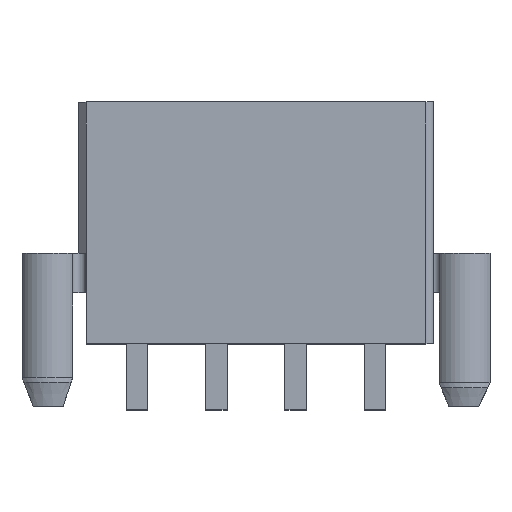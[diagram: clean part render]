
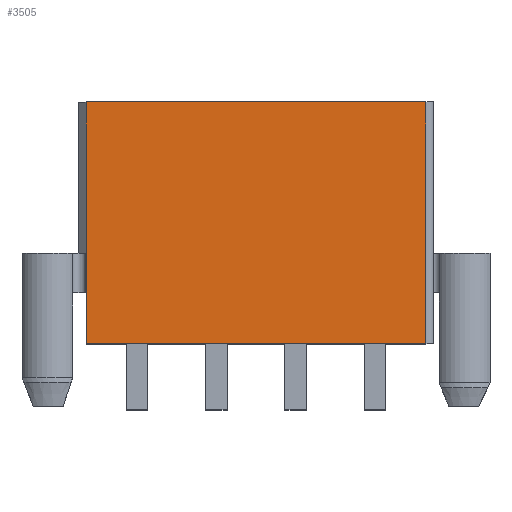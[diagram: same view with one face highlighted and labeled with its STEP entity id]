
A CAD part, top view. The second image highlights one B-rep face of the part: STEP entity #3505.
In plain terms, the highlighted planar face has unit normal (0, 0, 1).
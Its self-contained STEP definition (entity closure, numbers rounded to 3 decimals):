
#41=DIRECTION('',(0.,-1.,0.));
#42=VECTOR('',#41,12.8);
#43=CARTESIAN_POINT('',(-9.,12.8,4.8));
#44=LINE('',#43,#42);
#173=DIRECTION('',(1.,0.,0.));
#174=VECTOR('',#173,18.);
#175=CARTESIAN_POINT('',(-9.,0.,4.8));
#176=LINE('',#175,#174);
#655=DIRECTION('',(0.,-1.,0.));
#656=VECTOR('',#655,12.8);
#657=CARTESIAN_POINT('',(9.,12.8,4.8));
#658=LINE('',#657,#656);
#675=DIRECTION('',(1.,0.,0.));
#676=VECTOR('',#675,18.);
#677=CARTESIAN_POINT('',(-9.,12.8,4.8));
#678=LINE('',#677,#676);
#2147=CARTESIAN_POINT('',(-9.,12.8,4.8));
#2148=CARTESIAN_POINT('',(-9.,0.,4.8));
#2149=VERTEX_POINT('',#2147);
#2150=VERTEX_POINT('',#2148);
#2155=CARTESIAN_POINT('',(9.,12.8,4.8));
#2156=CARTESIAN_POINT('',(9.,0.,4.8));
#2157=VERTEX_POINT('',#2155);
#2158=VERTEX_POINT('',#2156);
#3494=CARTESIAN_POINT('',(-9.,12.8,4.8));
#3495=DIRECTION('',(0.,0.,1.));
#3496=DIRECTION('',(0.,-1.,0.));
#3497=AXIS2_PLACEMENT_3D('',#3494,#3495,#3496);
#3498=PLANE('',#3497);
#3499=ORIENTED_EDGE('',*,*,#2858,.F.);
#3500=ORIENTED_EDGE('',*,*,#3286,.T.);
#3501=ORIENTED_EDGE('',*,*,#3476,.T.);
#3502=ORIENTED_EDGE('',*,*,#2873,.F.);
#3503=EDGE_LOOP('',(#3499,#3500,#3501,#3502));
#3504=FACE_OUTER_BOUND('',#3503,.F.);
#3505=ADVANCED_FACE('',(#3504),#3498,.T.);
#2858=EDGE_CURVE('',#2149,#2150,#44,.T.);
#2873=EDGE_CURVE('',#2150,#2158,#176,.T.);
#3286=EDGE_CURVE('',#2149,#2157,#678,.T.);
#3476=EDGE_CURVE('',#2157,#2158,#658,.T.);
